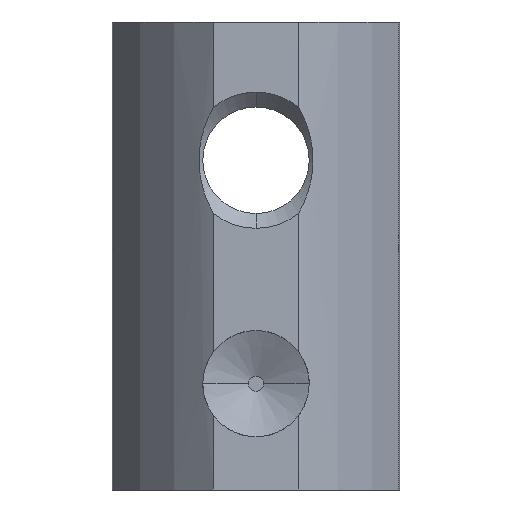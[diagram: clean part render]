
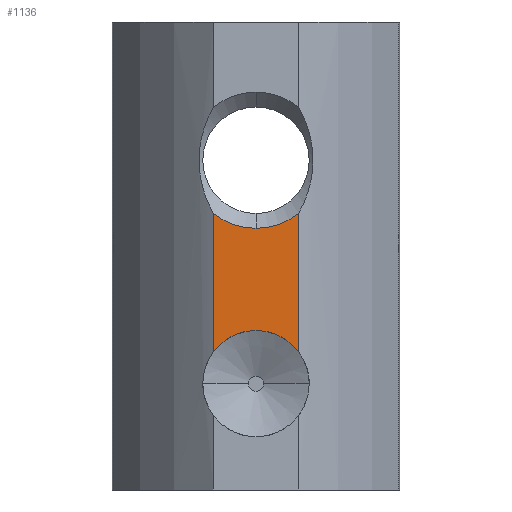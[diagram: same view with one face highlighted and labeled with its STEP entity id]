
A CAD part, front view. The second image highlights one B-rep face of the part: STEP entity #1136.
In plain terms, the highlighted planar face has unit normal (0, -1, 0).
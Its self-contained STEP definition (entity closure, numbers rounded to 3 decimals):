
#245 = CONICAL_SURFACE('',#246,2.5,0.785);
#246 = AXIS2_PLACEMENT_3D('',#247,#248,#249);
#247 = CARTESIAN_POINT('',(0.,-6.5,15.5));
#248 = DIRECTION('',(-0.,-1.,-0.));
#249 = DIRECTION('',(0.,0.,-1.));
#347 = VERTEX_POINT('',#348);
#348 = CARTESIAN_POINT('',(0.,-7.2,12.3));
#362 = CONICAL_SURFACE('',#363,2.5,0.785);
#363 = AXIS2_PLACEMENT_3D('',#364,#365,#366);
#364 = CARTESIAN_POINT('',(0.,-6.5,15.5));
#365 = DIRECTION('',(-0.,-1.,-0.));
#366 = DIRECTION('',(0.,0.,-1.));
#374 = EDGE_CURVE('',#347,#375,#377,.T.);
#375 = VERTEX_POINT('',#376);
#376 = CARTESIAN_POINT('',(-2.,-7.2,13.002));
#377 = SURFACE_CURVE('',#378,(#383,#390),.PCURVE_S1.);
#378 = CIRCLE('',#379,3.2);
#379 = AXIS2_PLACEMENT_3D('',#380,#381,#382);
#380 = CARTESIAN_POINT('',(0.,-7.2,15.5));
#381 = DIRECTION('',(-0.,1.,0.));
#382 = DIRECTION('',(0.,0.,1.));
#383 = PCURVE('',#245,#384);
#384 = DEFINITIONAL_REPRESENTATION('',(#385),#389);
#385 = LINE('',#386,#387);
#386 = CARTESIAN_POINT('',(9.425,0.7));
#387 = VECTOR('',#388,1.);
#388 = DIRECTION('',(-1.,0.));
#389 = ( GEOMETRIC_REPRESENTATION_CONTEXT(2) 
PARAMETRIC_REPRESENTATION_CONTEXT() REPRESENTATION_CONTEXT('2D SPACE',''
  ) );
#390 = PCURVE('',#391,#396);
#391 = PLANE('',#392);
#392 = AXIS2_PLACEMENT_3D('',#393,#394,#395);
#393 = CARTESIAN_POINT('',(-2.,-7.2,22.));
#394 = DIRECTION('',(0.,1.,0.));
#395 = DIRECTION('',(1.,0.,-0.));
#396 = DEFINITIONAL_REPRESENTATION('',(#397),#401);
#397 = CIRCLE('',#398,3.2);
#398 = AXIS2_PLACEMENT_2D('',#399,#400);
#399 = CARTESIAN_POINT('',(2.,6.5));
#400 = DIRECTION('',(0.,-1.));
#401 = ( GEOMETRIC_REPRESENTATION_CONTEXT(2) 
PARAMETRIC_REPRESENTATION_CONTEXT() REPRESENTATION_CONTEXT('2D SPACE',''
  ) );
#476 = CYLINDRICAL_SURFACE('',#477,15.);
#477 = AXIS2_PLACEMENT_3D('',#478,#479,#480);
#478 = CARTESIAN_POINT('',(6.854,4.908,22.));
#479 = DIRECTION('',(0.,0.,1.));
#480 = DIRECTION('',(-1.,0.,0.));
#719 = CYLINDRICAL_SURFACE('',#720,2.5);
#720 = AXIS2_PLACEMENT_3D('',#721,#722,#723);
#721 = CARTESIAN_POINT('',(0.,-0.2,5.));
#722 = DIRECTION('',(0.,1.,0.));
#723 = DIRECTION('',(1.,0.,0.));
#774 = CYLINDRICAL_SURFACE('',#775,15.);
#775 = AXIS2_PLACEMENT_3D('',#776,#777,#778);
#776 = CARTESIAN_POINT('',(-6.854,4.908,22.));
#777 = DIRECTION('',(0.,0.,1.));
#778 = DIRECTION('',(-1.,0.,0.));
#1136 = ADVANCED_FACE('',(#1137),#391,.F.);
#1137 = FACE_BOUND('',#1138,.T.);
#1138 = EDGE_LOOP('',(#1139,#1164,#1186,#1187,#1210));
#1139 = ORIENTED_EDGE('',*,*,#1140,.F.);
#1140 = EDGE_CURVE('',#1141,#1143,#1145,.T.);
#1141 = VERTEX_POINT('',#1142);
#1142 = CARTESIAN_POINT('',(2.,-7.2,13.002));
#1143 = VERTEX_POINT('',#1144);
#1144 = CARTESIAN_POINT('',(2.,-7.2,6.5));
#1145 = SURFACE_CURVE('',#1146,(#1150,#1157),.PCURVE_S1.);
#1146 = LINE('',#1147,#1148);
#1147 = CARTESIAN_POINT('',(2.,-7.2,22.));
#1148 = VECTOR('',#1149,1.);
#1149 = DIRECTION('',(-0.,-0.,-1.));
#1150 = PCURVE('',#391,#1151);
#1151 = DEFINITIONAL_REPRESENTATION('',(#1152),#1156);
#1152 = LINE('',#1153,#1154);
#1153 = CARTESIAN_POINT('',(4.,0.));
#1154 = VECTOR('',#1155,1.);
#1155 = DIRECTION('',(0.,1.));
#1156 = ( GEOMETRIC_REPRESENTATION_CONTEXT(2) 
PARAMETRIC_REPRESENTATION_CONTEXT() REPRESENTATION_CONTEXT('2D SPACE',''
  ) );
#1157 = PCURVE('',#774,#1158);
#1158 = DEFINITIONAL_REPRESENTATION('',(#1159),#1163);
#1159 = LINE('',#1160,#1161);
#1160 = CARTESIAN_POINT('',(2.202,0.));
#1161 = VECTOR('',#1162,1.);
#1162 = DIRECTION('',(0.,-1.));
#1163 = ( GEOMETRIC_REPRESENTATION_CONTEXT(2) 
PARAMETRIC_REPRESENTATION_CONTEXT() REPRESENTATION_CONTEXT('2D SPACE',''
  ) );
#1164 = ORIENTED_EDGE('',*,*,#1165,.T.);
#1165 = EDGE_CURVE('',#1141,#347,#1166,.T.);
#1166 = SURFACE_CURVE('',#1167,(#1172,#1179),.PCURVE_S1.);
#1167 = CIRCLE('',#1168,3.2);
#1168 = AXIS2_PLACEMENT_3D('',#1169,#1170,#1171);
#1169 = CARTESIAN_POINT('',(0.,-7.2,15.5));
#1170 = DIRECTION('',(-0.,1.,0.));
#1171 = DIRECTION('',(0.,0.,1.));
#1172 = PCURVE('',#391,#1173);
#1173 = DEFINITIONAL_REPRESENTATION('',(#1174),#1178);
#1174 = CIRCLE('',#1175,3.2);
#1175 = AXIS2_PLACEMENT_2D('',#1176,#1177);
#1176 = CARTESIAN_POINT('',(2.,6.5));
#1177 = DIRECTION('',(0.,-1.));
#1178 = ( GEOMETRIC_REPRESENTATION_CONTEXT(2) 
PARAMETRIC_REPRESENTATION_CONTEXT() REPRESENTATION_CONTEXT('2D SPACE',''
  ) );
#1179 = PCURVE('',#362,#1180);
#1180 = DEFINITIONAL_REPRESENTATION('',(#1181),#1185);
#1181 = LINE('',#1182,#1183);
#1182 = CARTESIAN_POINT('',(3.142,0.7));
#1183 = VECTOR('',#1184,1.);
#1184 = DIRECTION('',(-1.,0.));
#1185 = ( GEOMETRIC_REPRESENTATION_CONTEXT(2) 
PARAMETRIC_REPRESENTATION_CONTEXT() REPRESENTATION_CONTEXT('2D SPACE',''
  ) );
#1186 = ORIENTED_EDGE('',*,*,#374,.T.);
#1187 = ORIENTED_EDGE('',*,*,#1188,.T.);
#1188 = EDGE_CURVE('',#375,#1189,#1191,.T.);
#1189 = VERTEX_POINT('',#1190);
#1190 = CARTESIAN_POINT('',(-2.,-7.2,6.5));
#1191 = SURFACE_CURVE('',#1192,(#1196,#1203),.PCURVE_S1.);
#1192 = LINE('',#1193,#1194);
#1193 = CARTESIAN_POINT('',(-2.,-7.2,22.));
#1194 = VECTOR('',#1195,1.);
#1195 = DIRECTION('',(-0.,-0.,-1.));
#1196 = PCURVE('',#391,#1197);
#1197 = DEFINITIONAL_REPRESENTATION('',(#1198),#1202);
#1198 = LINE('',#1199,#1200);
#1199 = CARTESIAN_POINT('',(0.,0.));
#1200 = VECTOR('',#1201,1.);
#1201 = DIRECTION('',(0.,1.));
#1202 = ( GEOMETRIC_REPRESENTATION_CONTEXT(2) 
PARAMETRIC_REPRESENTATION_CONTEXT() REPRESENTATION_CONTEXT('2D SPACE',''
  ) );
#1203 = PCURVE('',#476,#1204);
#1204 = DEFINITIONAL_REPRESENTATION('',(#1205),#1209);
#1205 = LINE('',#1206,#1207);
#1206 = CARTESIAN_POINT('',(0.939,0.));
#1207 = VECTOR('',#1208,1.);
#1208 = DIRECTION('',(0.,-1.));
#1209 = ( GEOMETRIC_REPRESENTATION_CONTEXT(2) 
PARAMETRIC_REPRESENTATION_CONTEXT() REPRESENTATION_CONTEXT('2D SPACE',''
  ) );
#1210 = ORIENTED_EDGE('',*,*,#1211,.F.);
#1211 = EDGE_CURVE('',#1143,#1189,#1212,.T.);
#1212 = SURFACE_CURVE('',#1213,(#1218,#1229),.PCURVE_S1.);
#1213 = CIRCLE('',#1214,2.5);
#1214 = AXIS2_PLACEMENT_3D('',#1215,#1216,#1217);
#1215 = CARTESIAN_POINT('',(0.,-7.2,5.));
#1216 = DIRECTION('',(0.,-1.,0.));
#1217 = DIRECTION('',(1.,0.,0.));
#1218 = PCURVE('',#391,#1219);
#1219 = DEFINITIONAL_REPRESENTATION('',(#1220),#1228);
#1220 = ( BOUNDED_CURVE() B_SPLINE_CURVE(2,(#1221,#1222,#1223,#1224,
#1225,#1226,#1227),.UNSPECIFIED.,.T.,.F.) B_SPLINE_CURVE_WITH_KNOTS((1,2
    ,2,2,2,1),(-2.094,0.,2.094,4.189,
6.283,8.378),.UNSPECIFIED.) CURVE() 
GEOMETRIC_REPRESENTATION_ITEM() RATIONAL_B_SPLINE_CURVE((1.,0.5,1.,0.5,
1.,0.5,1.)) REPRESENTATION_ITEM('') );
#1221 = CARTESIAN_POINT('',(4.5,17.));
#1222 = CARTESIAN_POINT('',(4.5,12.67));
#1223 = CARTESIAN_POINT('',(0.75,14.835));
#1224 = CARTESIAN_POINT('',(-3.,17.));
#1225 = CARTESIAN_POINT('',(0.75,19.165));
#1226 = CARTESIAN_POINT('',(4.5,21.33));
#1227 = CARTESIAN_POINT('',(4.5,17.));
#1228 = ( GEOMETRIC_REPRESENTATION_CONTEXT(2) 
PARAMETRIC_REPRESENTATION_CONTEXT() REPRESENTATION_CONTEXT('2D SPACE',''
  ) );
#1229 = PCURVE('',#719,#1230);
#1230 = DEFINITIONAL_REPRESENTATION('',(#1231),#1235);
#1231 = LINE('',#1232,#1233);
#1232 = CARTESIAN_POINT('',(6.283,-7.));
#1233 = VECTOR('',#1234,1.);
#1234 = DIRECTION('',(-1.,0.));
#1235 = ( GEOMETRIC_REPRESENTATION_CONTEXT(2) 
PARAMETRIC_REPRESENTATION_CONTEXT() REPRESENTATION_CONTEXT('2D SPACE',''
  ) );
